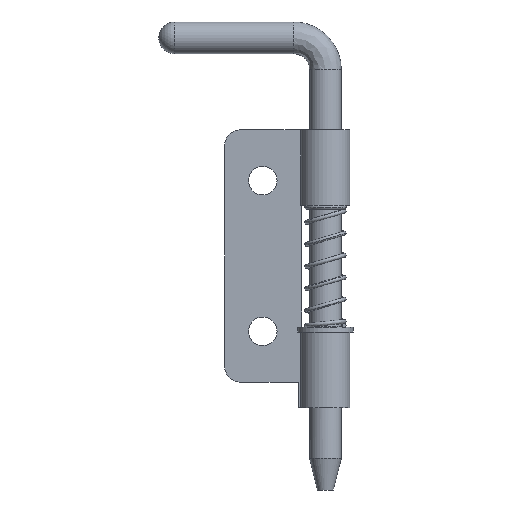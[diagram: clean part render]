
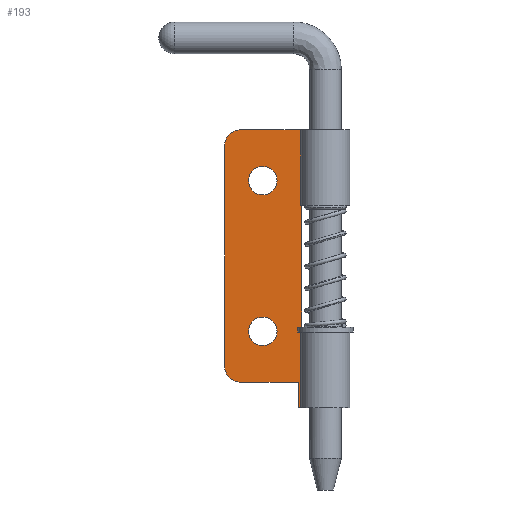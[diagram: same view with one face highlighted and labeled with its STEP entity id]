
A CAD part, front view. The second image highlights one B-rep face of the part: STEP entity #193.
In plain terms, the highlighted planar face has unit normal (0, -1, 0).
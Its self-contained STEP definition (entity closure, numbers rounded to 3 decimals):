
#193=ADVANCED_FACE('',(#681,#682,#683),#680,.F.);
#680=PLANE('',#1412);
#681=FACE_OUTER_BOUND('',#1413,.T.);
#682=FACE_BOUND('',#1414,.T.);
#683=FACE_BOUND('',#1415,.T.);
#1409=CARTESIAN_POINT('',(1.27,2.1,-3.5));
#1410=DIRECTION('',(0.,1.,0.));
#1411=DIRECTION('',(-1.,0.,0.));
#1412=AXIS2_PLACEMENT_3D('',#1409,#1410,#1411);
#1413=EDGE_LOOP('',(#3339,#3340,#3341,#3342,#3343,#3344,#3345,#3346,#3347,#3348,#3349,#3350));
#1414=EDGE_LOOP('',(#3351,#3352,#3353));
#1415=EDGE_LOOP('',(#3354,#3355,#3356));
#3339=ORIENTED_EDGE('',*,*,#3679,.T.);
#3340=ORIENTED_EDGE('',*,*,#3681,.T.);
#3341=ORIENTED_EDGE('',*,*,#3682,.F.);
#3342=ORIENTED_EDGE('',*,*,#3683,.F.);
#3343=ORIENTED_EDGE('',*,*,#3684,.T.);
#3344=ORIENTED_EDGE('',*,*,#3651,.F.);
#3345=ORIENTED_EDGE('',*,*,#3685,.F.);
#3346=ORIENTED_EDGE('',*,*,#3686,.F.);
#3347=ORIENTED_EDGE('',*,*,#3687,.F.);
#3348=ORIENTED_EDGE('',*,*,#3646,.F.);
#3349=ORIENTED_EDGE('',*,*,#3688,.F.);
#3350=ORIENTED_EDGE('',*,*,#3689,.T.);
#3351=ORIENTED_EDGE('',*,*,#3690,.F.);
#3352=ORIENTED_EDGE('',*,*,#3691,.F.);
#3353=ORIENTED_EDGE('',*,*,#3692,.F.);
#3354=ORIENTED_EDGE('',*,*,#3693,.F.);
#3355=ORIENTED_EDGE('',*,*,#3694,.F.);
#3356=ORIENTED_EDGE('',*,*,#3695,.F.);
#3646=EDGE_CURVE('',#4438,#4439,#4440,.T.);
#3651=EDGE_CURVE('',#4466,#4473,#4474,.T.);
#3679=EDGE_CURVE('',#4663,#4656,#4664,.T.);
#3681=EDGE_CURVE('',#4656,#4676,#4677,.T.);
#3682=EDGE_CURVE('',#4683,#4676,#4684,.T.);
#3683=EDGE_CURVE('',#4690,#4683,#4691,.T.);
#3684=EDGE_CURVE('',#4690,#4473,#4697,.T.);
#3685=EDGE_CURVE('',#4703,#4466,#4704,.T.);
#3686=EDGE_CURVE('',#4710,#4703,#4711,.T.);
#3687=EDGE_CURVE('',#4439,#4710,#4717,.T.);
#3688=EDGE_CURVE('',#4723,#4438,#4724,.T.);
#3689=EDGE_CURVE('',#4723,#4663,#4730,.T.);
#3690=EDGE_CURVE('',#4736,#4737,#4738,.T.);
#3691=EDGE_CURVE('',#4744,#4736,#4745,.T.);
#3692=EDGE_CURVE('',#4737,#4744,#4751,.T.);
#3693=EDGE_CURVE('',#4757,#4758,#4759,.T.);
#3694=EDGE_CURVE('',#4765,#4757,#4766,.T.);
#3695=EDGE_CURVE('',#4758,#4765,#4772,.T.);
#4438=VERTEX_POINT('',#5650);
#4439=VERTEX_POINT('',#5651);
#4440=LINE('',#5652,#5653);
#4466=VERTEX_POINT('',#5668);
#4473=VERTEX_POINT('',#5673);
#4474=LINE('',#5674,#5675);
#4656=VERTEX_POINT('',#5788);
#4663=VERTEX_POINT('',#5792);
#4664=LINE('',#5793,#5794);
#4676=VERTEX_POINT('',#5799);
#4677=CIRCLE('',#5803,2.);
#4683=VERTEX_POINT('',#5804);
#4684=LINE('',#5805,#5806);
#4690=VERTEX_POINT('',#5808);
#4691=LINE('',#5809,#5810);
#4697=LINE('',#5812,#5813);
#4703=VERTEX_POINT('',#5815);
#4704=LINE('',#5816,#5817);
#4710=VERTEX_POINT('',#5819);
#4711=LINE('',#5820,#5821);
#4717=LINE('',#5823,#5824);
#4723=VERTEX_POINT('',#5826);
#4724=LINE('',#5827,#5828);
#4730=CIRCLE('',#5833,2.);
#4736=VERTEX_POINT('',#5834);
#4737=VERTEX_POINT('',#5835);
#4738=CIRCLE('',#5839,1.8);
#4744=VERTEX_POINT('',#5840);
#4745=CIRCLE('',#5844,1.8);
#4751=CIRCLE('',#5848,1.8);
#4757=VERTEX_POINT('',#5849);
#4758=VERTEX_POINT('',#5850);
#4759=CIRCLE('',#5854,1.8);
#4765=VERTEX_POINT('',#5855);
#4766=CIRCLE('',#5859,1.8);
#4772=CIRCLE('',#5863,1.8);
#5650=CARTESIAN_POINT('',(0.,2.1,35.));
#5651=CARTESIAN_POINT('',(0.,2.1,25.5));
#5652=CARTESIAN_POINT('',(0.,2.1,35.));
#5653=VECTOR('',#5654,9.5);
#5654=DIRECTION('',(0.,0.,-1.));
#5668=CARTESIAN_POINT('',(0.,2.1,9.5));
#5673=CARTESIAN_POINT('',(0.,2.1,0.));
#5674=CARTESIAN_POINT('',(0.,2.1,9.5));
#5675=VECTOR('',#5676,9.5);
#5676=DIRECTION('',(0.,0.,-1.));
#5788=CARTESIAN_POINT('',(-12.7,2.1,5.2));
#5792=CARTESIAN_POINT('',(-12.7,2.1,33.));
#5793=CARTESIAN_POINT('',(-12.7,2.1,33.));
#5794=VECTOR('',#5795,27.8);
#5795=DIRECTION('',(0.,0.,-1.));
#5799=CARTESIAN_POINT('',(-10.7,2.1,3.2));
#5800=CARTESIAN_POINT('',(-10.7,2.1,5.2));
#5801=DIRECTION('',(0.,-1.,0.));
#5802=DIRECTION('',(1.,0.,0.));
#5803=AXIS2_PLACEMENT_3D('',#5800,#5801,#5802);
#5804=CARTESIAN_POINT('',(-3.4,2.1,3.2));
#5805=CARTESIAN_POINT('',(-3.4,2.1,3.2));
#5806=VECTOR('',#5807,7.3);
#5807=DIRECTION('',(-1.,0.,0.));
#5808=CARTESIAN_POINT('',(-3.4,2.1,0.));
#5809=CARTESIAN_POINT('',(-3.4,2.1,0.));
#5810=VECTOR('',#5811,3.2);
#5811=DIRECTION('',(0.,0.,1.));
#5812=CARTESIAN_POINT('',(-3.4,2.1,0.));
#5813=VECTOR('',#5814,3.4);
#5814=DIRECTION('',(1.,0.,0.));
#5815=CARTESIAN_POINT('',(-3.,2.1,9.5));
#5816=CARTESIAN_POINT('',(-3.,2.1,9.5));
#5817=VECTOR('',#5818,3.);
#5818=DIRECTION('',(1.,0.,0.));
#5819=CARTESIAN_POINT('',(-3.,2.1,25.5));
#5820=CARTESIAN_POINT('',(-3.,2.1,25.5));
#5821=VECTOR('',#5822,16.);
#5822=DIRECTION('',(0.,0.,-1.));
#5823=CARTESIAN_POINT('',(0.,2.1,25.5));
#5824=VECTOR('',#5825,3.);
#5825=DIRECTION('',(-1.,0.,0.));
#5826=CARTESIAN_POINT('',(-10.7,2.1,35.));
#5827=CARTESIAN_POINT('',(-10.7,2.1,35.));
#5828=VECTOR('',#5829,10.7);
#5829=DIRECTION('',(1.,0.,0.));
#5830=CARTESIAN_POINT('',(-10.7,2.1,33.));
#5831=DIRECTION('',(0.,-1.,0.));
#5832=DIRECTION('',(1.,0.,0.));
#5833=AXIS2_PLACEMENT_3D('',#5830,#5831,#5832);
#5834=CARTESIAN_POINT('',(-7.9,2.1,7.8));
#5835=CARTESIAN_POINT('',(-6.1,2.1,9.6));
#5836=CARTESIAN_POINT('',(-7.9,2.1,9.6));
#5837=DIRECTION('',(0.,-1.,0.));
#5838=DIRECTION('',(1.,0.,0.));
#5839=AXIS2_PLACEMENT_3D('',#5836,#5837,#5838);
#5840=CARTESIAN_POINT('',(-7.9,2.1,11.4));
#5841=CARTESIAN_POINT('',(-7.9,2.1,9.6));
#5842=DIRECTION('',(0.,-1.,0.));
#5843=DIRECTION('',(1.,0.,0.));
#5844=AXIS2_PLACEMENT_3D('',#5841,#5842,#5843);
#5845=CARTESIAN_POINT('',(-7.9,2.1,9.6));
#5846=DIRECTION('',(0.,-1.,0.));
#5847=DIRECTION('',(1.,0.,0.));
#5848=AXIS2_PLACEMENT_3D('',#5845,#5846,#5847);
#5849=CARTESIAN_POINT('',(-7.9,2.1,26.8));
#5850=CARTESIAN_POINT('',(-6.1,2.1,28.6));
#5851=CARTESIAN_POINT('',(-7.9,2.1,28.6));
#5852=DIRECTION('',(0.,-1.,0.));
#5853=DIRECTION('',(1.,0.,0.));
#5854=AXIS2_PLACEMENT_3D('',#5851,#5852,#5853);
#5855=CARTESIAN_POINT('',(-7.9,2.1,30.4));
#5856=CARTESIAN_POINT('',(-7.9,2.1,28.6));
#5857=DIRECTION('',(0.,-1.,0.));
#5858=DIRECTION('',(1.,0.,0.));
#5859=AXIS2_PLACEMENT_3D('',#5856,#5857,#5858);
#5860=CARTESIAN_POINT('',(-7.9,2.1,28.6));
#5861=DIRECTION('',(0.,-1.,0.));
#5862=DIRECTION('',(1.,0.,0.));
#5863=AXIS2_PLACEMENT_3D('',#5860,#5861,#5862);
